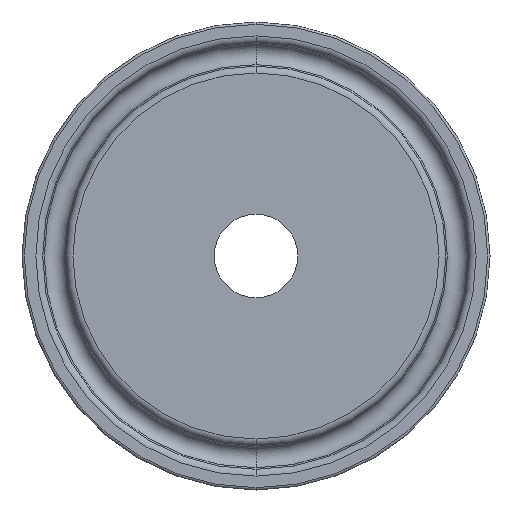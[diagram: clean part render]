
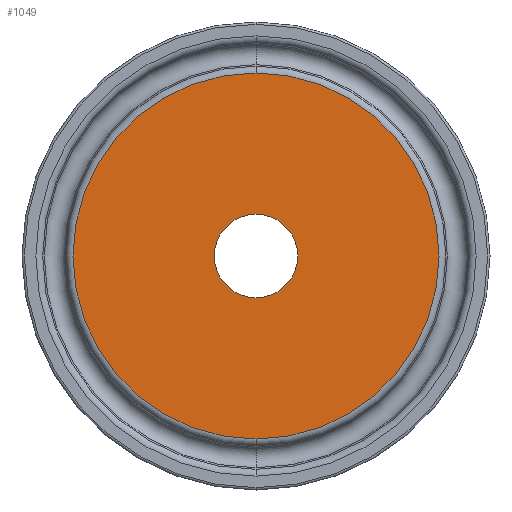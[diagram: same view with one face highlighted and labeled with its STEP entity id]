
A CAD part, front view. The second image highlights one B-rep face of the part: STEP entity #1049.
In plain terms, the highlighted planar face has unit normal (0, -1, 0).
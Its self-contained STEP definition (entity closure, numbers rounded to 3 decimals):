
#19 = EDGE_LOOP ( 'NONE', ( #259, #770 ) ) ;
#40 = DIRECTION ( 'NONE',  ( 0., -1., 0. ) ) ;
#137 = DIRECTION ( 'NONE',  ( 0., 0., 1. ) ) ;
#145 = FACE_BOUND ( 'NONE', #19, .T. ) ;
#156 = CARTESIAN_POINT ( 'NONE',  ( 0., 0., 0. ) ) ;
#208 = EDGE_CURVE ( 'NONE', #220, #780, #337, .T. ) ;
#212 = CARTESIAN_POINT ( 'NONE',  ( 0., 0., 4.5 ) ) ;
#220 = VERTEX_POINT ( 'NONE', #867 ) ;
#247 = CIRCLE ( 'NONE', #364, 19.747 ) ;
#259 = ORIENTED_EDGE ( 'NONE', *, *, #318, .T. ) ;
#264 = DIRECTION ( 'NONE',  ( 0., 1., 0. ) ) ;
#273 = CARTESIAN_POINT ( 'NONE',  ( 0., 0., 0. ) ) ;
#280 = CARTESIAN_POINT ( 'NONE',  ( 0., 0., 0. ) ) ;
#283 = CARTESIAN_POINT ( 'NONE',  ( 4.5, 0., 0. ) ) ;
#301 = EDGE_CURVE ( 'NONE', #1332, #1124, #541, .T. ) ;
#318 = EDGE_CURVE ( 'NONE', #1124, #1332, #1126, .T. ) ;
#337 = CIRCLE ( 'NONE', #873, 19.747 ) ;
#364 = AXIS2_PLACEMENT_3D ( 'NONE', #156, #40, #1023 ) ;
#384 = DIRECTION ( 'NONE',  ( 0., 1., 0. ) ) ;
#400 = EDGE_CURVE ( 'NONE', #780, #220, #247, .T. ) ;
#497 = DIRECTION ( 'NONE',  ( 0., 1., 0. ) ) ;
#541 = CIRCLE ( 'NONE', #1168, 4.5 ) ;
#585 = PLANE ( 'NONE',  #995 ) ;
#667 = DIRECTION ( 'NONE',  ( 0., -1., 0. ) ) ;
#739 = CARTESIAN_POINT ( 'NONE',  ( 0., 0., -4.5 ) ) ;
#753 = ORIENTED_EDGE ( 'NONE', *, *, #208, .T. ) ;
#770 = ORIENTED_EDGE ( 'NONE', *, *, #301, .T. ) ;
#780 = VERTEX_POINT ( 'NONE', #1283 ) ;
#867 = CARTESIAN_POINT ( 'NONE',  ( 0., 0., 19.747 ) ) ;
#868 = ORIENTED_EDGE ( 'NONE', *, *, #400, .T. ) ;
#873 = AXIS2_PLACEMENT_3D ( 'NONE', #1390, #667, #137 ) ;
#923 = DIRECTION ( 'NONE',  ( 0., 0., 1. ) ) ;
#926 = DIRECTION ( 'NONE',  ( 0., 0., 1. ) ) ;
#995 = AXIS2_PLACEMENT_3D ( 'NONE', #283, #497, #923 ) ;
#1016 = AXIS2_PLACEMENT_3D ( 'NONE', #273, #264, #926 ) ;
#1023 = DIRECTION ( 'NONE',  ( 0., 0., 1. ) ) ;
#1049 = ADVANCED_FACE ( 'NONE', ( #1120, #145 ), #585, .F. ) ;
#1120 = FACE_OUTER_BOUND ( 'NONE', #1293, .T. ) ;
#1124 = VERTEX_POINT ( 'NONE', #739 ) ;
#1126 = CIRCLE ( 'NONE', #1016, 4.5 ) ;
#1168 = AXIS2_PLACEMENT_3D ( 'NONE', #280, #384, #1228 ) ;
#1228 = DIRECTION ( 'NONE',  ( 0., 0., 1. ) ) ;
#1283 = CARTESIAN_POINT ( 'NONE',  ( 0., 0., -19.747 ) ) ;
#1293 = EDGE_LOOP ( 'NONE', ( #753, #868 ) ) ;
#1332 = VERTEX_POINT ( 'NONE', #212 ) ;
#1390 = CARTESIAN_POINT ( 'NONE',  ( 0., 0., 0. ) ) ;
